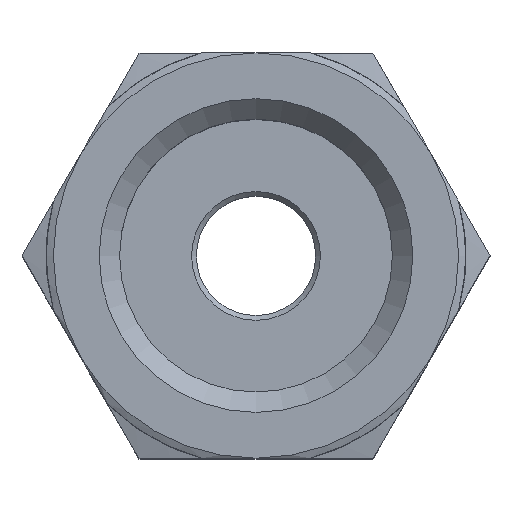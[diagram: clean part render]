
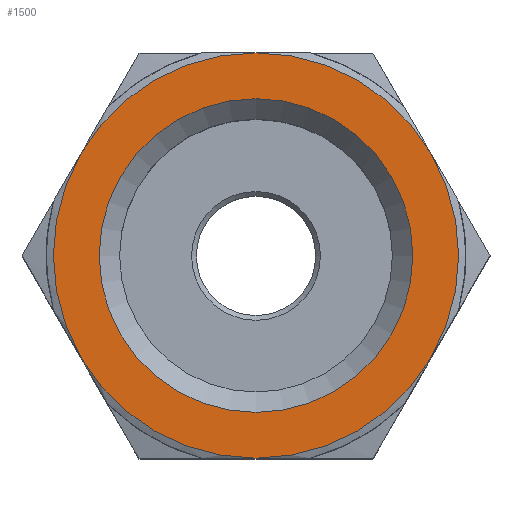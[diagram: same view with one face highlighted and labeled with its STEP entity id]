
A CAD part, top view. The second image highlights one B-rep face of the part: STEP entity #1500.
In plain terms, the highlighted planar face has unit normal (0, 0, 1).
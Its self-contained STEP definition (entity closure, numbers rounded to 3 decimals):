
#97=PLANE('',#1605);
#119=CIRCLE('',#1577,8.5);
#121=CIRCLE('',#1580,8.5);
#123=CIRCLE('',#1583,8.5);
#125=CIRCLE('',#1586,8.5);
#127=CIRCLE('',#1589,8.5);
#129=CIRCLE('',#1592,8.5);
#136=CIRCLE('',#1606,6.579);
#222=ORIENTED_EDGE('',*,*,#483,.F.);
#223=ORIENTED_EDGE('',*,*,#479,.F.);
#224=ORIENTED_EDGE('',*,*,#475,.F.);
#225=ORIENTED_EDGE('',*,*,#495,.F.);
#226=ORIENTED_EDGE('',*,*,#491,.F.);
#227=ORIENTED_EDGE('',*,*,#487,.F.);
#228=ORIENTED_EDGE('',*,*,#514,.T.);
#475=EDGE_CURVE('',#621,#619,#119,.T.);
#479=EDGE_CURVE('',#619,#623,#121,.T.);
#483=EDGE_CURVE('',#623,#626,#123,.T.);
#487=EDGE_CURVE('',#626,#629,#125,.T.);
#491=EDGE_CURVE('',#629,#632,#127,.T.);
#495=EDGE_CURVE('',#632,#621,#129,.T.);
#514=EDGE_CURVE('',#648,#648,#136,.T.);
#619=VERTEX_POINT('',#2028);
#621=VERTEX_POINT('',#2035);
#623=VERTEX_POINT('',#2043);
#626=VERTEX_POINT('',#2057);
#629=VERTEX_POINT('',#2071);
#632=VERTEX_POINT('',#2085);
#648=VERTEX_POINT('',#2180);
#794=EDGE_LOOP('',(#222,#223,#224,#225,#226,#227));
#795=EDGE_LOOP('',(#228));
#904=FACE_BOUND('',#794,.T.);
#905=FACE_BOUND('',#795,.T.);
#1500=ADVANCED_FACE('',(#904,#905),#97,.F.);
#1577=AXIS2_PLACEMENT_3D('',#2036,#1721,#1722);
#1580=AXIS2_PLACEMENT_3D('',#2050,#1727,#1728);
#1583=AXIS2_PLACEMENT_3D('',#2064,#1733,#1734);
#1586=AXIS2_PLACEMENT_3D('',#2078,#1739,#1740);
#1589=AXIS2_PLACEMENT_3D('',#2092,#1745,#1746);
#1592=AXIS2_PLACEMENT_3D('',#2105,#1751,#1752);
#1605=AXIS2_PLACEMENT_3D('',#2178,#1777,#1778);
#1606=AXIS2_PLACEMENT_3D('',#2179,#1779,#1780);
#1721=DIRECTION('',(0.,0.,-1.));
#1722=DIRECTION('',(-1.,0.,0.));
#1727=DIRECTION('',(0.,0.,-1.));
#1728=DIRECTION('',(-1.,0.,0.));
#1733=DIRECTION('',(0.,0.,-1.));
#1734=DIRECTION('',(-1.,0.,0.));
#1739=DIRECTION('',(0.,0.,-1.));
#1740=DIRECTION('',(-1.,0.,0.));
#1745=DIRECTION('',(0.,0.,-1.));
#1746=DIRECTION('',(-1.,0.,0.));
#1751=DIRECTION('',(0.,0.,-1.));
#1752=DIRECTION('',(-1.,0.,0.));
#1777=DIRECTION('',(0.,0.,-1.));
#1778=DIRECTION('',(-1.,0.,0.));
#1779=DIRECTION('',(0.,0.,-1.));
#1780=DIRECTION('',(-1.,0.,0.));
#2028=CARTESIAN_POINT('',(-7.361,4.25,0.));
#2035=CARTESIAN_POINT('',(-7.361,-4.25,0.));
#2036=CARTESIAN_POINT('',(0.,0.,0.));
#2043=CARTESIAN_POINT('',(0.,8.5,0.));
#2050=CARTESIAN_POINT('',(0.,0.,0.));
#2057=CARTESIAN_POINT('',(7.361,4.25,0.));
#2064=CARTESIAN_POINT('',(0.,0.,0.));
#2071=CARTESIAN_POINT('',(7.361,-4.25,0.));
#2078=CARTESIAN_POINT('',(0.,0.,0.));
#2085=CARTESIAN_POINT('',(0.,-8.5,0.));
#2092=CARTESIAN_POINT('',(0.,0.,0.));
#2105=CARTESIAN_POINT('',(0.,0.,0.));
#2178=CARTESIAN_POINT('',(0.,0.,0.));
#2179=CARTESIAN_POINT('',(0.,0.,0.));
#2180=CARTESIAN_POINT('',(-6.579,0.,0.));
